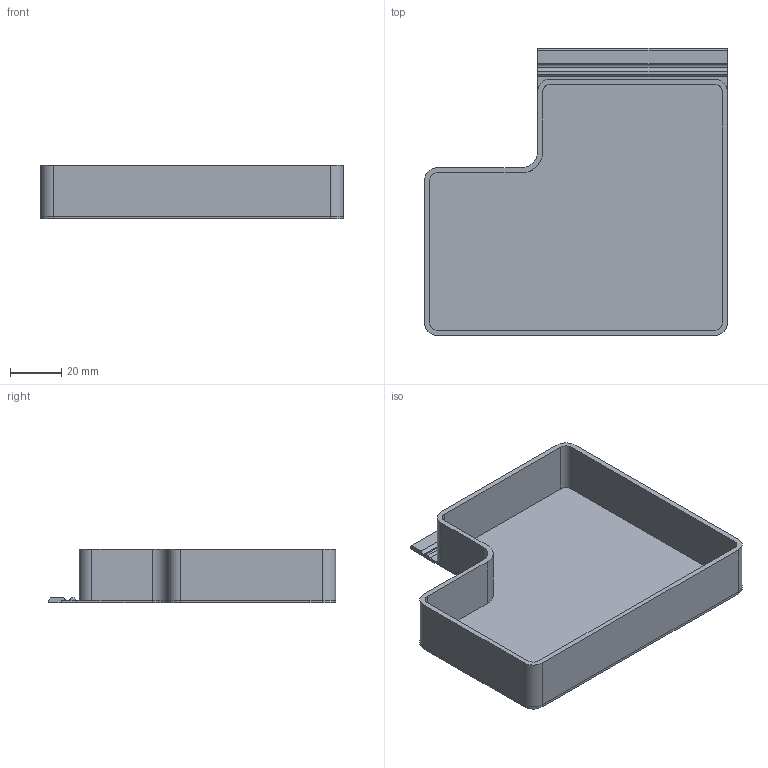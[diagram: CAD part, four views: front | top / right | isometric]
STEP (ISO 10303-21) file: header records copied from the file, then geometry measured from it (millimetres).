
FILE_DESCRIPTION(('FreeCAD Model'),'2;1');
FILE_NAME('Open CASCADE Shape Model','2025-09-11T22:54:29',(''),(''), 'Open CASCADE STEP processor 7.8','FreeCAD','Unknown');
FILE_SCHEMA(('AUTOMOTIVE_DESIGN { 1 0 10303 214 1 1 1 1 }'));
Length unit declared in the file: millimetre
Products named in the file (1): bucket_V2.4
Bounding box: 118 x 112 x 21 mm (x, y, z)
Volume: 28405.5 mm3; surface area: 39571.9 mm2
Topology: 1 solids, 1 shells, 54 faces, 133 edges, 82 vertices
Faces by surface type: plane 36, cylinder 18
Entity records: 3326 total; most frequent: CARTESIAN_POINT 548, DIRECTION 539, LINE 339, VECTOR 339, ORIENTED_EDGE 266, PCURVE 266, DEFINITIONAL_REPRESENTATION 266, EDGE_CURVE 133
